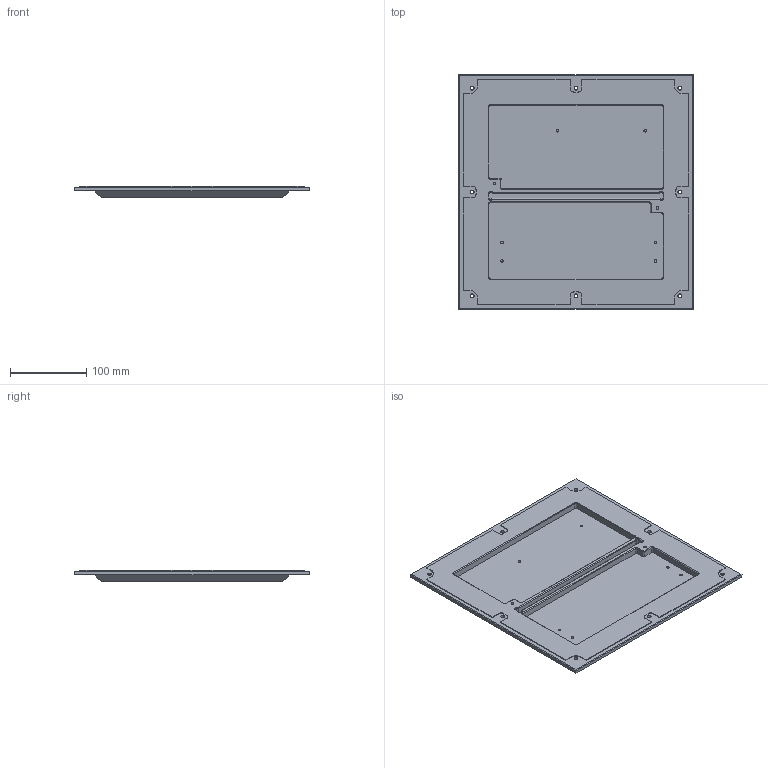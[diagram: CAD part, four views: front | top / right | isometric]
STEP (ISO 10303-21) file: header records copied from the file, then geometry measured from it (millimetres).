
FILE_DESCRIPTION(/* description */ (''),/* implementation_level */ '2;1');
FILE_NAME(/* name */ 'Part 4 - Bottom.step',/* time_stamp */ '2025-08-07T17:50:42+07:00',/* author */ (''),/* organization */ (''),/* preprocessor_version */ 'ST-DEVELOPER v20.1',/* originating_system */ 'Autodesk Translation Framework v14.10.0.0',/* authorisation */ '');
FILE_SCHEMA (('AUTOMOTIVE_DESIGN { 1 0 10303 214 3 1 1 }'));
Length unit declared in the file: millimetre
Products named in the file (2): Part 4 - Bottom; Part 4 - Bottom 
Assembly tree (1 placements, depth 2):
  Part 4 - Bottom
    Part 4 - Bottom 
Bounding box: 307.6 x 307.6 x 15 mm (x, y, z)
Volume: 662742.5 mm3; surface area: 215875.3 mm2
Topology: 1 solids, 1 shells, 163 faces, 396 edges, 248 vertices
Faces by surface type: plane 87, cylinder 48, cone 28
Full cylindrical faces by diameter (mm): 3.5 x8, 5 x8
Entity records: 4822 total; most frequent: DIRECTION 852, CARTESIAN_POINT 810, ORIENTED_EDGE 792, EDGE_CURVE 396, AXIS2_PLACEMENT_3D 290, LINE 272, VECTOR 272, VERTEX_POINT 248
